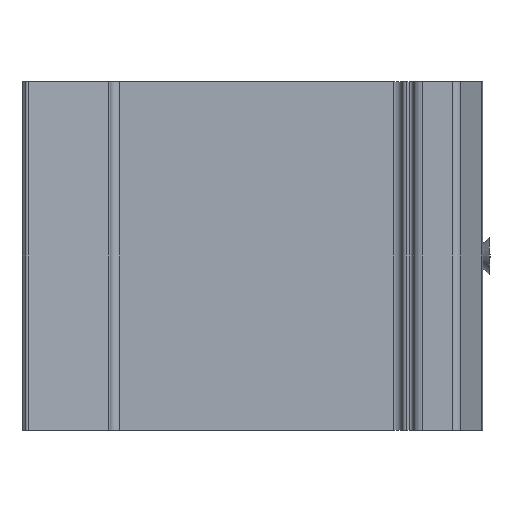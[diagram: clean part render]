
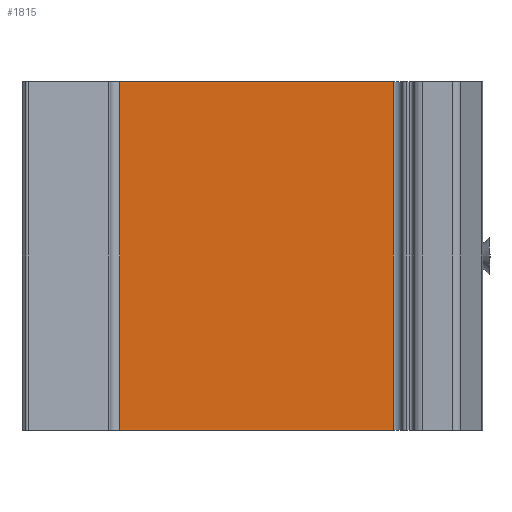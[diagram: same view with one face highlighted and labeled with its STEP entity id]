
A CAD part, left-side view. The second image highlights one B-rep face of the part: STEP entity #1815.
In plain terms, the highlighted planar face has unit normal (-1, 0, 0).
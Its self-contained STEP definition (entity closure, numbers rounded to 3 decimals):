
#105=PLANE('',#2018);
#185=FACE_OUTER_BOUND('',#284,.T.);
#284=EDGE_LOOP('',(#1533,#1534,#1535,#1536));
#324=LINE('',#2678,#497);
#429=LINE('',#3016,#602);
#444=LINE('',#3056,#617);
#445=LINE('',#3057,#618);
#497=VECTOR('',#2122,10.);
#602=VECTOR('',#2439,1000.);
#617=VECTOR('',#2484,1000.);
#618=VECTOR('',#2485,10.);
#773=VERTEX_POINT('',#2676);
#774=VERTEX_POINT('',#2677);
#901=VERTEX_POINT('',#3015);
#911=VERTEX_POINT('',#3055);
#958=EDGE_CURVE('',#773,#774,#324,.T.);
#1127=EDGE_CURVE('',#901,#773,#429,.T.);
#1147=EDGE_CURVE('',#911,#774,#444,.T.);
#1148=EDGE_CURVE('',#901,#911,#445,.T.);
#1533=ORIENTED_EDGE('',*,*,#958,.T.);
#1534=ORIENTED_EDGE('',*,*,#1147,.F.);
#1535=ORIENTED_EDGE('',*,*,#1148,.F.);
#1536=ORIENTED_EDGE('',*,*,#1127,.T.);
#1815=ADVANCED_FACE('',(#185),#105,.F.);
#2018=AXIS2_PLACEMENT_3D('',#3054,#2482,#2483);
#2122=DIRECTION('',(0.,-1.,0.));
#2439=DIRECTION('',(0.,0.,-1.));
#2482=DIRECTION('center_axis',(1.,0.,0.));
#2483=DIRECTION('ref_axis',(0.,0.,-1.));
#2484=DIRECTION('',(0.,0.,-1.));
#2485=DIRECTION('',(0.,-1.,0.));
#2676=CARTESIAN_POINT('',(46.02,72.952,334.7));
#2677=CARTESIAN_POINT('',(46.02,9.657,334.7));
#2678=CARTESIAN_POINT('',(46.02,25.965,334.7));
#3015=CARTESIAN_POINT('',(46.02,72.952,415.3));
#3016=CARTESIAN_POINT('',(46.02,72.952,1438.1));
#3054=CARTESIAN_POINT('Origin',(46.02,9.657,1438.1));
#3055=CARTESIAN_POINT('',(46.02,9.657,415.3));
#3056=CARTESIAN_POINT('',(46.02,9.657,1438.1));
#3057=CARTESIAN_POINT('',(46.02,25.965,415.3));
